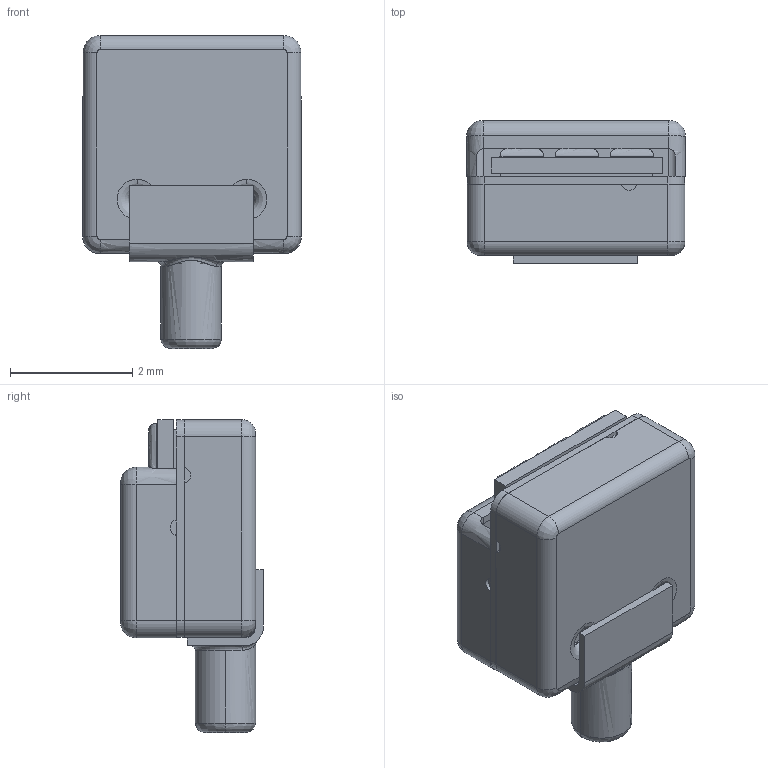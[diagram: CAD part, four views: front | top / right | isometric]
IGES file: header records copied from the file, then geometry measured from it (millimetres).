
Start section:  PTC IGES file: em-23346-c36_sw.igs
Global section: file name: em-23346-c36_sw.igs; native system: Creo Parametric by Parametric Technology Corporation; preprocessor: 2012480; author: SSUN; organization: Unknown; date: 20141127.095719; units: inch
Bounding box: 3.58 x 2.34 x 5.12 mm (x, y, z)
Surface area: 131.2 mm2 (no closed solid volume)
Topology: 0 solids, 0 shells, 244 faces, 1222 edges, 1222 vertices
Faces by surface type: revolution 125, bspline 119
